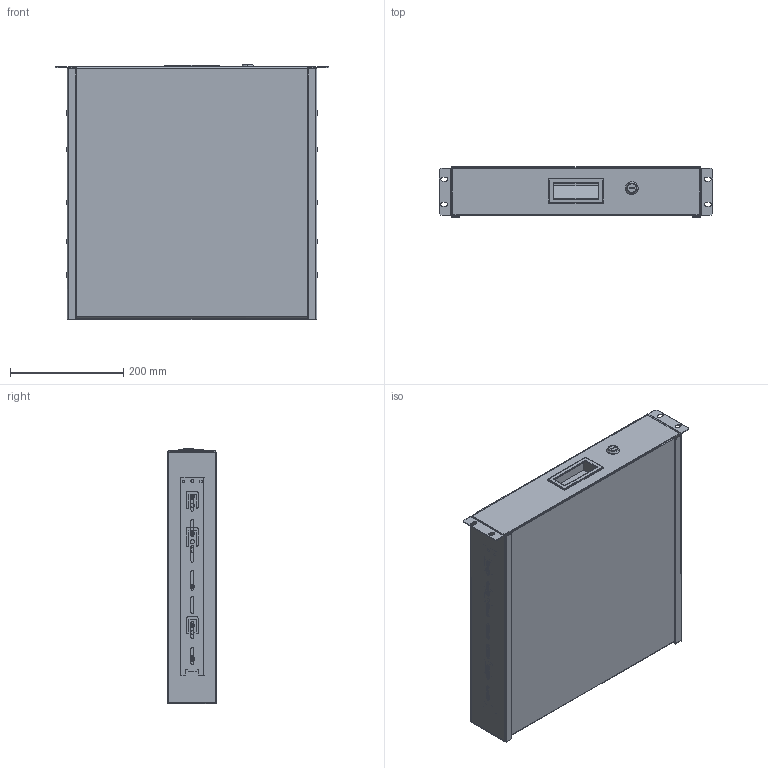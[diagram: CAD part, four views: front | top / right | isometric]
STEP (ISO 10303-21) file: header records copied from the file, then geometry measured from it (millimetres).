
FILE_DESCRIPTION (( 'STEP AP203' ), '1' );
FILE_NAME ('ßùèê âûäâèæíîé.STEP', '2024-03-29T13:09:14', ( '' ), ( '' ), 'SwSTEP 2.0', 'SolidWorks 2022', '' );
FILE_SCHEMA (( 'CONFIG_CONTROL_DESIGN' ));
Length unit declared in the file: millimetre
Products named in the file (1): Ящик выдвижной
Bounding box: 482.2 x 87.8 x 451.2 mm (x, y, z)
Volume: 842587.3 mm3; surface area: 1448829.2 mm2
Topology: 31 solids, 31 shells, 1289 faces, 3302 edges, 2070 vertices
Faces by surface type: cylinder 528, plane 523, torus 108, sphere 72, cone 42, bspline 16
Entity records: 39789 total; most frequent: CARTESIAN_POINT 7320, DIRECTION 7100, ORIENTED_EDGE 6532, EDGE_CURVE 3266, AXIS2_PLACEMENT_3D 2622, VERTEX_POINT 2070, VECTOR 1856, LINE 1856
